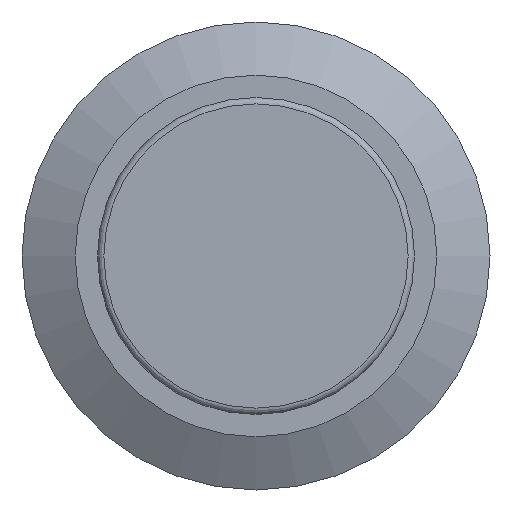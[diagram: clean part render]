
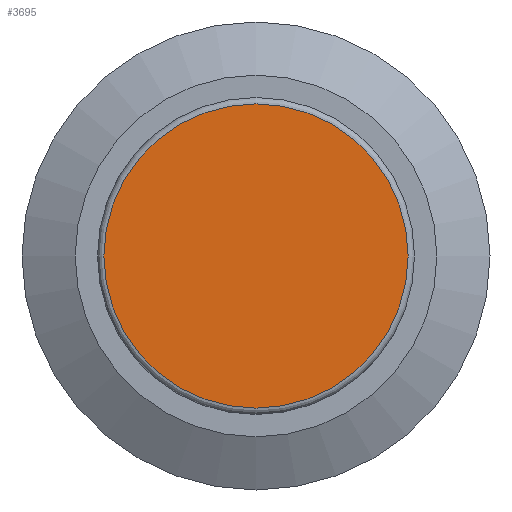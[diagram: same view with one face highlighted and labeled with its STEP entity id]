
A CAD part, front view. The second image highlights one B-rep face of the part: STEP entity #3695.
In plain terms, the highlighted planar face has unit normal (0, -1, 0).
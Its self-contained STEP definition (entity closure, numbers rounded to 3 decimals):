
#197=PLANE('',#4116);
#392=FACE_OUTER_BOUND('',#628,.T.);
#628=EDGE_LOOP('',(#3211));
#1465=CIRCLE('',#4115,7.15);
#1776=VERTEX_POINT('',#6532);
#2269=EDGE_CURVE('',#1776,#1776,#1465,.T.);
#3211=ORIENTED_EDGE('',*,*,#2269,.F.);
#3695=ADVANCED_FACE('',(#392),#197,.F.);
#4115=AXIS2_PLACEMENT_3D('',#6534,#5148,#5149);
#4116=AXIS2_PLACEMENT_3D('',#6535,#5150,#5151);
#5148=DIRECTION('center_axis',(0.,1.,0.));
#5149=DIRECTION('ref_axis',(0.,0.,
1.));
#5150=DIRECTION('center_axis',(0.,1.,0.));
#5151=DIRECTION('ref_axis',(0.,0.,
1.));
#6532=CARTESIAN_POINT('',(0.,-17.5,-7.15));
#6534=CARTESIAN_POINT('Origin',(0.,-17.5,0.));
#6535=CARTESIAN_POINT('Origin',(0.,-17.5,0.));
